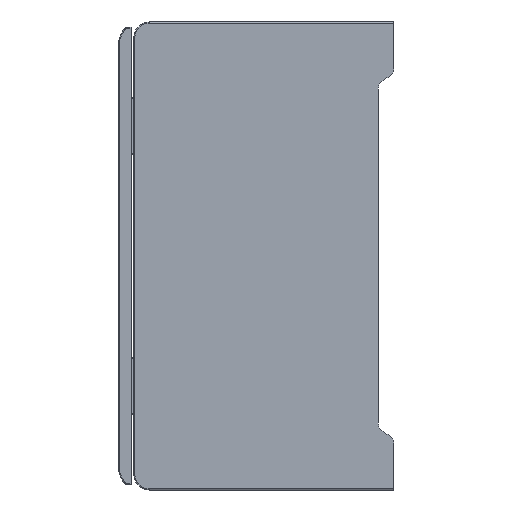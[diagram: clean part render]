
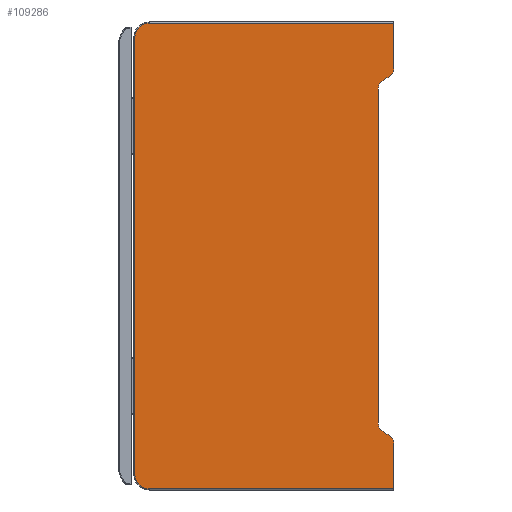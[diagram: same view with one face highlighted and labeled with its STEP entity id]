
A CAD part, left-side view. The second image highlights one B-rep face of the part: STEP entity #109286.
In plain terms, the highlighted planar face has unit normal (-1, 0, 0).
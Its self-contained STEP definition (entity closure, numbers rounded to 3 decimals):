
#34489=DIRECTION('',(0.,0.866,0.5));
#34490=VECTOR('',#34489,1.309);
#34491=CARTESIAN_POINT('',(0.,0.866,-79.5));
#34492=LINE('',#34491,#34490);
#34493=CARTESIAN_POINT('',(0.,1.732,-81.));
#34494=DIRECTION('',(1.,0.,0.));
#34495=DIRECTION('',(0.,-0.5,0.866));
#34496=AXIS2_PLACEMENT_3D('',#34493,#34494,#34495);
#34498=DIRECTION('',(0.,0.,-1.));
#34499=VECTOR('',#34498,8.8);
#34500=CARTESIAN_POINT('',(0.,0.,-81.));
#34501=LINE('',#34500,#34499);
#34502=DIRECTION('',(0.,1.,0.));
#34503=VECTOR('',#34502,47.);
#34504=CARTESIAN_POINT('',(0.,0.,-89.8));
#34505=LINE('',#34504,#34503);
#34506=CARTESIAN_POINT('',(0.,47.,-87.));
#34507=DIRECTION('',(1.,0.,0.));
#34508=DIRECTION('',(0.,0.,-1.));
#34509=AXIS2_PLACEMENT_3D('',#34506,#34507,#34508);
#34511=DIRECTION('',(0.,0.,1.));
#34512=VECTOR('',#34511,84.);
#34513=CARTESIAN_POINT('',(0.,49.8,-87.));
#34514=LINE('',#34513,#34512);
#34515=CARTESIAN_POINT('',(0.,47.,-3.));
#34516=DIRECTION('',(1.,0.,0.));
#34517=DIRECTION('',(0.,1.,0.));
#34518=AXIS2_PLACEMENT_3D('',#34515,#34516,#34517);
#34520=DIRECTION('',(0.,-1.,0.));
#34521=VECTOR('',#34520,47.);
#34522=CARTESIAN_POINT('',(0.,47.,-0.2));
#34523=LINE('',#34522,#34521);
#34524=DIRECTION('',(0.,0.,-1.));
#34525=VECTOR('',#34524,8.8);
#34526=CARTESIAN_POINT('',(0.,0.,-0.2));
#34527=LINE('',#34526,#34525);
#34528=CARTESIAN_POINT('',(0.,1.732,-9.));
#34529=DIRECTION('',(1.,0.,0.));
#34530=DIRECTION('',(0.,-1.,0.));
#34531=AXIS2_PLACEMENT_3D('',#34528,#34529,#34530);
#34533=DIRECTION('',(0.,-0.866,0.5));
#34534=VECTOR('',#34533,1.309);
#34535=CARTESIAN_POINT('',(0.,2.,-11.155));
#34536=LINE('',#34535,#34534);
#34537=CARTESIAN_POINT('',(0.,1.,-12.887));
#34538=DIRECTION('',(1.,0.,0.));
#34539=DIRECTION('',(0.,1.,0.));
#34540=AXIS2_PLACEMENT_3D('',#34537,#34538,#34539);
#34542=DIRECTION('',(0.,0.,1.));
#34543=VECTOR('',#34542,64.226);
#34544=CARTESIAN_POINT('',(0.,3.,-77.113));
#34545=LINE('',#34544,#34543);
#34546=CARTESIAN_POINT('',(0.,1.,-77.113));
#34547=DIRECTION('',(1.,0.,0.));
#34548=DIRECTION('',(0.,0.5,-0.866));
#34549=AXIS2_PLACEMENT_3D('',#34546,#34547,#34548);
#40714=CARTESIAN_POINT('',(0.,0.,-0.2));
#40716=VERTEX_POINT('',#40714);
#40717=CARTESIAN_POINT('',(0.,47.,-0.2));
#40718=VERTEX_POINT('',#40717);
#40723=CARTESIAN_POINT('',(0.,49.8,-3.));
#40724=VERTEX_POINT('',#40723);
#40727=CARTESIAN_POINT('',(0.,49.8,-87.));
#40728=VERTEX_POINT('',#40727);
#40731=CARTESIAN_POINT('',(0.,47.,-89.8));
#40732=VERTEX_POINT('',#40731);
#40733=CARTESIAN_POINT('',(0.,0.,-89.8));
#40735=VERTEX_POINT('',#40733);
#42107=CARTESIAN_POINT('',(0.,0.866,-79.5));
#42108=CARTESIAN_POINT('',(0.,2.,-78.845));
#42109=VERTEX_POINT('',#42107);
#42110=VERTEX_POINT('',#42108);
#42111=CARTESIAN_POINT('',(0.,3.,-77.113));
#42112=VERTEX_POINT('',#42111);
#42113=CARTESIAN_POINT('',(0.,3.,-12.887));
#42114=VERTEX_POINT('',#42113);
#42115=CARTESIAN_POINT('',(0.,2.,-11.155));
#42116=VERTEX_POINT('',#42115);
#42117=CARTESIAN_POINT('',(0.,0.866,-10.5));
#42118=VERTEX_POINT('',#42117);
#42119=CARTESIAN_POINT('',(0.,0.,-9.));
#42120=VERTEX_POINT('',#42119);
#42121=CARTESIAN_POINT('',(0.,0.,-81.));
#42122=VERTEX_POINT('',#42121);
#109260=CARTESIAN_POINT('',(0.,0.,-90.));
#109261=DIRECTION('',(-1.,0.,0.));
#109262=DIRECTION('',(0.,0.,1.));
#109263=AXIS2_PLACEMENT_3D('',#109260,#109261,#109262);
#109264=PLANE('',#109263);
#109266=ORIENTED_EDGE('',*,*,#109265,.F.);
#109268=ORIENTED_EDGE('',*,*,#109267,.T.);
#109269=ORIENTED_EDGE('',*,*,#109248,.T.);
#109271=ORIENTED_EDGE('',*,*,#109270,.T.);
#109272=ORIENTED_EDGE('',*,*,#88074,.T.);
#109273=ORIENTED_EDGE('',*,*,#88096,.T.);
#109274=ORIENTED_EDGE('',*,*,#88118,.T.);
#109276=ORIENTED_EDGE('',*,*,#109275,.T.);
#109277=ORIENTED_EDGE('',*,*,#109215,.T.);
#109278=ORIENTED_EDGE('',*,*,#109197,.T.);
#109279=ORIENTED_EDGE('',*,*,#109175,.F.);
#109280=ORIENTED_EDGE('',*,*,#109153,.F.);
#109281=ORIENTED_EDGE('',*,*,#109090,.F.);
#109283=ORIENTED_EDGE('',*,*,#109282,.F.);
#109284=EDGE_LOOP('',(#109266,#109268,#109269,#109271,#109272,#109273,#109274,
#109276,#109277,#109278,#109279,#109280,#109281,#109283));
#109285=FACE_OUTER_BOUND('',#109284,.F.);
#109286=ADVANCED_FACE('',(#109285),#109264,.T.);
#34497=CIRCLE('',#34496,1.732);
#34510=CIRCLE('',#34509,2.8);
#34519=CIRCLE('',#34518,2.8);
#34532=CIRCLE('',#34531,1.732);
#34541=CIRCLE('',#34540,2.);
#34550=CIRCLE('',#34549,2.);
#88074=EDGE_CURVE('',#40732,#40728,#34510,.T.);
#88096=EDGE_CURVE('',#40728,#40724,#34514,.T.);
#88118=EDGE_CURVE('',#40724,#40718,#34519,.T.);
#109090=EDGE_CURVE('',#42112,#42114,#34545,.T.);
#109153=EDGE_CURVE('',#42114,#42116,#34541,.T.);
#109175=EDGE_CURVE('',#42116,#42118,#34536,.T.);
#109197=EDGE_CURVE('',#42120,#42118,#34532,.T.);
#109215=EDGE_CURVE('',#40716,#42120,#34527,.T.);
#109248=EDGE_CURVE('',#42122,#40735,#34501,.T.);
#109265=EDGE_CURVE('',#42109,#42110,#34492,.T.);
#109267=EDGE_CURVE('',#42109,#42122,#34497,.T.);
#109270=EDGE_CURVE('',#40735,#40732,#34505,.T.);
#109275=EDGE_CURVE('',#40718,#40716,#34523,.T.);
#109282=EDGE_CURVE('',#42110,#42112,#34550,.T.);
